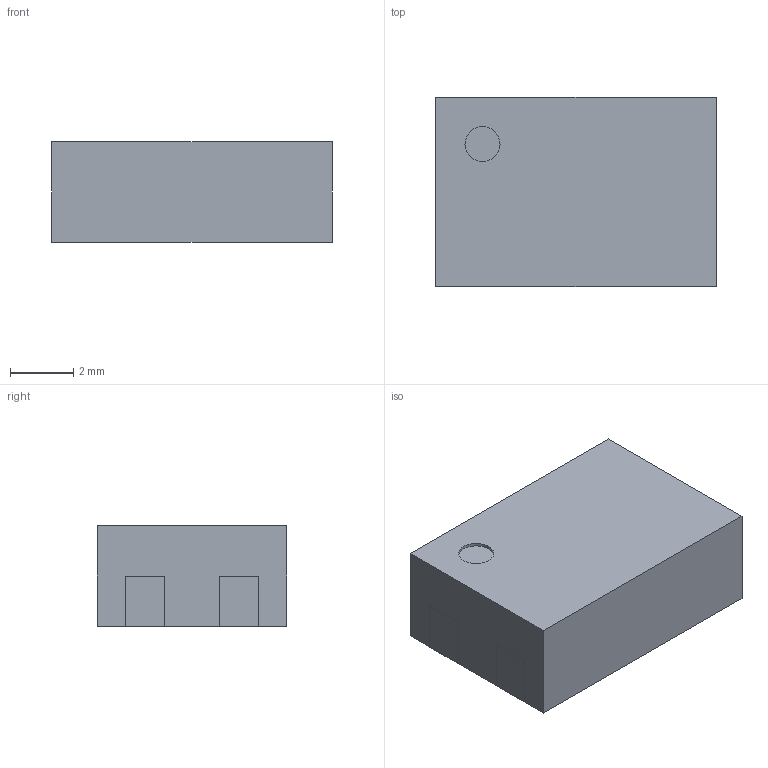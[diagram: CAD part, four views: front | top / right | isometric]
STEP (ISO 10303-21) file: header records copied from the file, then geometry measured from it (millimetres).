
FILE_DESCRIPTION(('Open CASCADE Model'),'2;1');
FILE_NAME('Open CASCADE Shape Model','2019-03-29T12:53:16',('Author'),( 'Open CASCADE'),'Open CASCADE STEP processor 6.8','Open CASCADE 6.8' ,'Unknown');
FILE_SCHEMA(('AUTOMOTIVE_DESIGN_CC2 { 1 2 10303 214 -1 1 5 4 }'));
Length unit declared in the file: millimetre
Products named in the file (6): SON127P600_4_POS_(8.50mm_x_5.60mm).step; Open CASCADE STEP translator 6.8 15.1; Body; Open CASCADE STEP translator 6.8 15.2.1; Pin_Shape; Open CASCADE STEP translator 6.8 15.3.1
Assembly tree (8 placements, depth 3):
  SON127P600_4_POS_(8.50mm_x_5.60mm).step
    Open CASCADE STEP translator 6.8 15.1
    Body
      Open CASCADE STEP translator 6.8 15.2.1
    Pin_Shape  x4
      Open CASCADE STEP translator 6.8 15.3.1
Bounding box: 8.9 x 6 x 3.2 mm (x, y, z)
Volume: 170.8 mm3; surface area: 234.5 mm2
Topology: 5 solids, 6 shells, 65 faces, 128 edges, 75 vertices
Faces by surface type: plane 64, cylinder 1
Full cylindrical faces by diameter (mm): 1.113 x1
Entity records: 1286 total; most frequent: CARTESIAN_POINT 198, DIRECTION 195, LINE 123, VECTOR 123, ORIENTED_EDGE 87, PCURVE 87, DEFINITIONAL_REPRESENTATION 87, EDGE_CURVE 44
